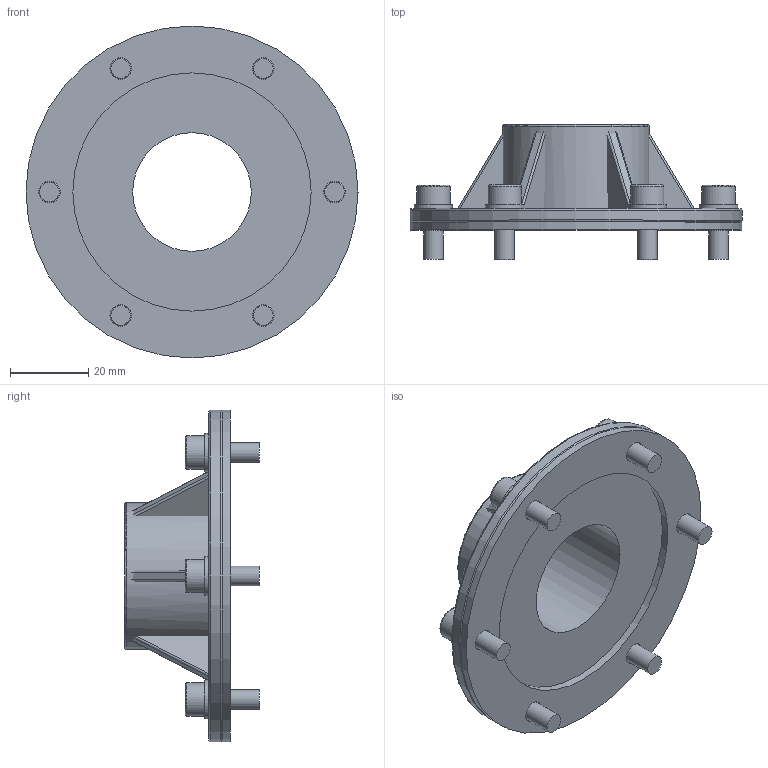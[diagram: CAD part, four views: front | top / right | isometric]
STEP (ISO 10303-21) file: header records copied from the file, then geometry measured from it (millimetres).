
FILE_DESCRIPTION (( 'STEP AP214' ), '1' );
FILE_NAME ('07.2134.01 FLA-LK73_PA_N_G1f.STEP', '2023-10-25T13:50:44', ( '' ), ( '' ), 'SwSTEP 2.0', 'SolidWorks 2020', '' );
FILE_SCHEMA (( 'AUTOMOTIVE_DESIGN' ));
Length unit declared in the file: millimetre
Products named in the file (1): 07.2134.01 FLA-LK73_PA_N_G1f
Bounding box: 85 x 34.5 x 85 mm (x, y, z)
Volume: 34147.4 mm3; surface area: 28488.6 mm2
Topology: 20 solids, 20 shells, 234 faces, 527 edges, 340 vertices
Faces by surface type: plane 119, cylinder 87, torus 21, cone 7
Full cylindrical faces by diameter (mm): 5 x6, 5.4 x6, 5.5 x6, 6 x6, 8.5 x6, 9.8 x6, 30.391 x1, 37.6 x1, 61 x1, 85 x2
Entity records: 9181 total; most frequent: CARTESIAN_POINT 1427, DIRECTION 1022, ORIENTED_EDGE 902, EDGE_CURVE 451, AXIS2_PLACEMENT_3D 410, EDGE_LOOP 344, VERTEX_POINT 327, FACE_OUTER_BOUND 290
